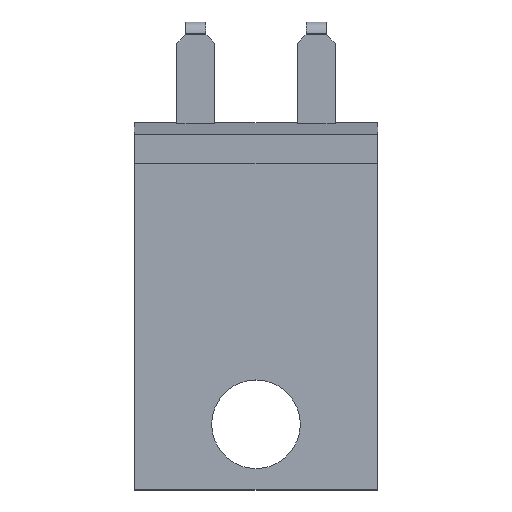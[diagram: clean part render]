
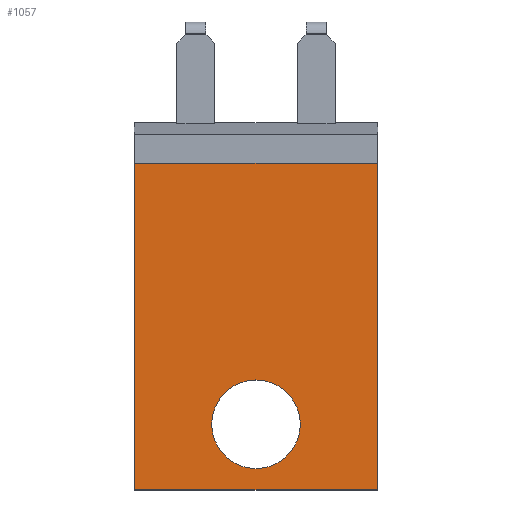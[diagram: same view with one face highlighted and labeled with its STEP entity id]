
A CAD part, top view. The second image highlights one B-rep face of the part: STEP entity #1057.
In plain terms, the highlighted planar face has unit normal (0, 0, 1).
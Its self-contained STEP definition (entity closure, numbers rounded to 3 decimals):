
#620 = VERTEX_POINT('',#621);
#621 = CARTESIAN_POINT('',(-2.575,-19.475,4.455));
#627 = EDGE_CURVE('',#628,#620,#630,.T.);
#628 = VERTEX_POINT('',#629);
#629 = CARTESIAN_POINT('',(-2.575,-5.7,4.455));
#630 = LINE('',#631,#632);
#631 = CARTESIAN_POINT('',(-2.575,-5.7,4.455));
#632 = VECTOR('',#633,1.);
#633 = DIRECTION('',(0.,-1.,0.));
#686 = VERTEX_POINT('',#687);
#687 = CARTESIAN_POINT('',(7.655,-5.7,4.455));
#693 = EDGE_CURVE('',#686,#694,#696,.T.);
#694 = VERTEX_POINT('',#695);
#695 = CARTESIAN_POINT('',(7.655,-19.475,4.455));
#696 = LINE('',#697,#698);
#697 = CARTESIAN_POINT('',(7.655,-5.7,4.455));
#698 = VECTOR('',#699,1.);
#699 = DIRECTION('',(0.,-1.,0.));
#718 = EDGE_CURVE('',#628,#686,#719,.T.);
#719 = LINE('',#720,#721);
#720 = CARTESIAN_POINT('',(-2.575,-5.7,4.455));
#721 = VECTOR('',#722,1.);
#722 = DIRECTION('',(1.,0.,0.));
#1057 = ADVANCED_FACE('',(#1058,#1069),#1080,.T.);
#1058 = FACE_BOUND('',#1059,.T.);
#1059 = EDGE_LOOP('',(#1060,#1061,#1067,#1068));
#1060 = ORIENTED_EDGE('',*,*,#627,.T.);
#1061 = ORIENTED_EDGE('',*,*,#1062,.T.);
#1062 = EDGE_CURVE('',#620,#694,#1063,.T.);
#1063 = LINE('',#1064,#1065);
#1064 = CARTESIAN_POINT('',(-2.575,-19.475,4.455));
#1065 = VECTOR('',#1066,1.);
#1066 = DIRECTION('',(1.,0.,0.));
#1067 = ORIENTED_EDGE('',*,*,#693,.F.);
#1068 = ORIENTED_EDGE('',*,*,#718,.F.);
#1069 = FACE_BOUND('',#1070,.T.);
#1070 = EDGE_LOOP('',(#1071));
#1071 = ORIENTED_EDGE('',*,*,#1072,.T.);
#1072 = EDGE_CURVE('',#1073,#1073,#1075,.T.);
#1073 = VERTEX_POINT('',#1074);
#1074 = CARTESIAN_POINT('',(4.408,-16.705,4.455));
#1075 = CIRCLE('',#1076,1.868);
#1076 = AXIS2_PLACEMENT_3D('',#1077,#1078,#1079);
#1077 = CARTESIAN_POINT('',(2.54,-16.705,4.455));
#1078 = DIRECTION('',(0.,0.,-1.));
#1079 = DIRECTION('',(1.,0.,0.));
#1080 = PLANE('',#1081);
#1081 = AXIS2_PLACEMENT_3D('',#1082,#1083,#1084);
#1082 = CARTESIAN_POINT('',(-2.575,-5.7,4.455));
#1083 = DIRECTION('',(0.,0.,1.));
#1084 = DIRECTION('',(1.,0.,0.));
